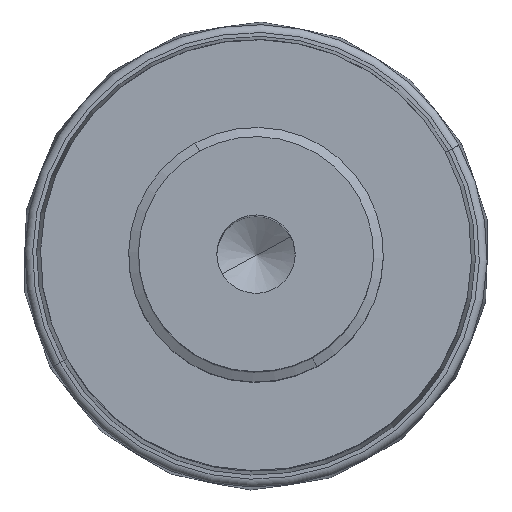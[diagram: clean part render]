
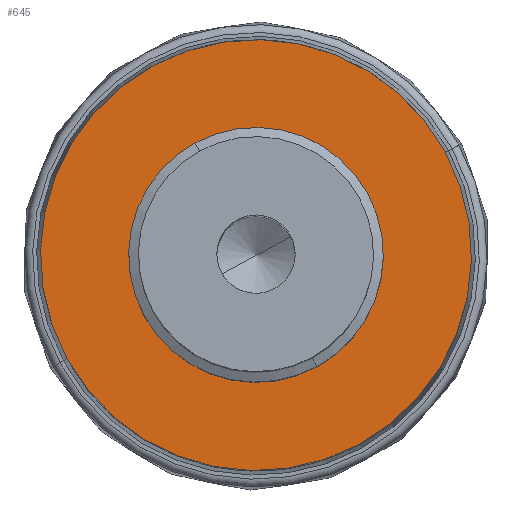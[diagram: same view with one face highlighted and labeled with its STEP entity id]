
A CAD part, top view. The second image highlights one B-rep face of the part: STEP entity #645.
In plain terms, the highlighted planar face has unit normal (0, 0, 1).
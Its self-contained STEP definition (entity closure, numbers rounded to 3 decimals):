
#589=AXIS2_PLACEMENT_3D('Circle Axis2P3D',#587,#588,$) ;
#608=AXIS2_PLACEMENT_3D('Circle Axis2P3D',#606,#607,$) ;
#621=AXIS2_PLACEMENT_3D('Plane Axis2P3D',#618,#619,#620) ;
#625=AXIS2_PLACEMENT_3D('Circle Axis2P3D',#623,#624,$) ;
#634=AXIS2_PLACEMENT_3D('Circle Axis2P3D',#632,#633,$) ;
#584=CARTESIAN_POINT('Vertex',(-1.558,2.852,16.95)) ;
#587=CARTESIAN_POINT('Axis2P3D Location',(0.,0.,16.95)) ;
#591=CARTESIAN_POINT('Vertex',(1.558,-2.852,16.95)) ;
#606=CARTESIAN_POINT('Axis2P3D Location',(0.,0.,16.95)) ;
#618=CARTESIAN_POINT('Axis2P3D Location',(0.,3.904,16.95)) ;
#623=CARTESIAN_POINT('Axis2P3D Location',(0.,0.,16.95)) ;
#627=CARTESIAN_POINT('Vertex',(-4.827,-2.637,16.95)) ;
#629=CARTESIAN_POINT('Vertex',(4.827,2.637,16.95)) ;
#632=CARTESIAN_POINT('Axis2P3D Location',(0.,0.,16.95)) ;
#588=DIRECTION('Axis2P3D Direction',(0.,0.,1.)) ;
#607=DIRECTION('Axis2P3D Direction',(0.,0.,1.)) ;
#619=DIRECTION('Axis2P3D Direction',(0.,0.,1.)) ;
#620=DIRECTION('Axis2P3D XDirection',(1.,0.,0.)) ;
#624=DIRECTION('Axis2P3D Direction',(0.,0.,1.)) ;
#633=DIRECTION('Axis2P3D Direction',(0.,0.,1.)) ;
#638=ORIENTED_EDGE('',*,*,#631,.F.) ;
#639=ORIENTED_EDGE('',*,*,#636,.F.) ;
#642=ORIENTED_EDGE('',*,*,#593,.T.) ;
#643=ORIENTED_EDGE('',*,*,#610,.T.) ;
#644=FACE_BOUND('',#641,.T.) ;
#645=ADVANCED_FACE('NOCUT',(#640,#644),#622,.T.) ;
#590=CIRCLE('generated circle',#589,3.25) ;
#609=CIRCLE('generated circle',#608,3.25) ;
#626=CIRCLE('generated circle',#625,5.5) ;
#635=CIRCLE('generated circle',#634,5.5) ;
#593=EDGE_CURVE('',#592,#585,#590,.F.) ;
#610=EDGE_CURVE('',#585,#592,#609,.F.) ;
#631=EDGE_CURVE('',#628,#630,#626,.F.) ;
#636=EDGE_CURVE('',#630,#628,#635,.F.) ;
#637=EDGE_LOOP('',(#638,#639)) ;
#641=EDGE_LOOP('',(#642,#643)) ;
#640=FACE_OUTER_BOUND('',#637,.T.) ;
#622=PLANE('',#621) ;
#585=VERTEX_POINT('',#584) ;
#592=VERTEX_POINT('',#591) ;
#628=VERTEX_POINT('',#627) ;
#630=VERTEX_POINT('',#629) ;
